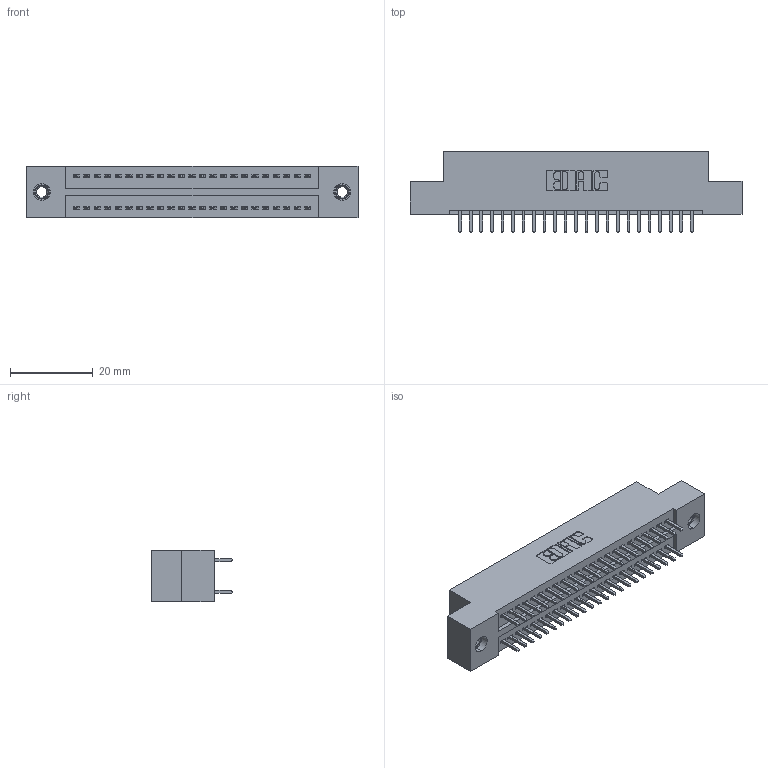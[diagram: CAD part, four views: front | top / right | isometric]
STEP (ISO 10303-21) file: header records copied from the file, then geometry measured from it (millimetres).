
FILE_DESCRIPTION (( 'STEP AP203' ), '1' );
FILE_NAME ('325-046-520-207.STEP', '2020-02-24T22:55:03', ( '' ), ( '' ), 'SwSTEP 2.0', 'SolidWorks 2016', '' );
FILE_SCHEMA (( 'CONFIG_CONTROL_DESIGN' ));
Length unit declared in the file: inch
Products named in the file (4): 325 Part_TI; 325-046-520-207; 345-250-001_345-250-005-103; 325-292-001_325-293-120
Assembly tree (49 placements, depth 2):
  325-046-520-207
    325 Part_TI
    325-292-001_325-293-120  x46
    345-250-001_345-250-005-103  x2
Bounding box: 80.14 x 19.68 x 12.45 mm (x, y, z)
Volume: 10154.4 mm3; surface area: 11773.3 mm2
Topology: 49 solids, 49 shells, 2566 faces, 7577 edges, 4982 vertices
Faces by surface type: plane 1758, cylinder 792, cone 12, torus 4
Entity records: 18458 total; most frequent: CARTESIAN_POINT 3065, ORIENTED_EDGE 2994, DIRECTION 2683, EDGE_CURVE 1497, LINE 1349, VECTOR 1349, VERTEX_POINT 992, AXIS2_PLACEMENT_3D 667
